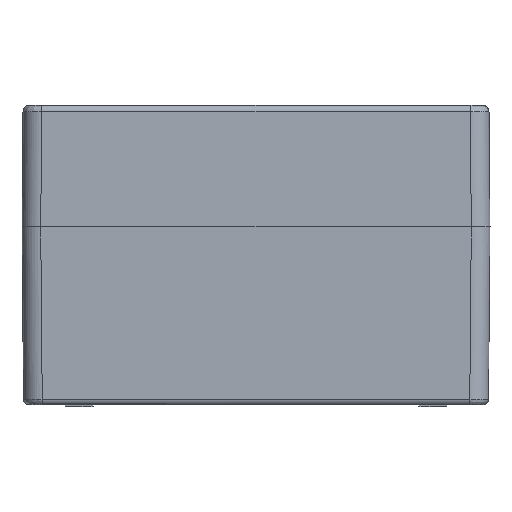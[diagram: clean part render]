
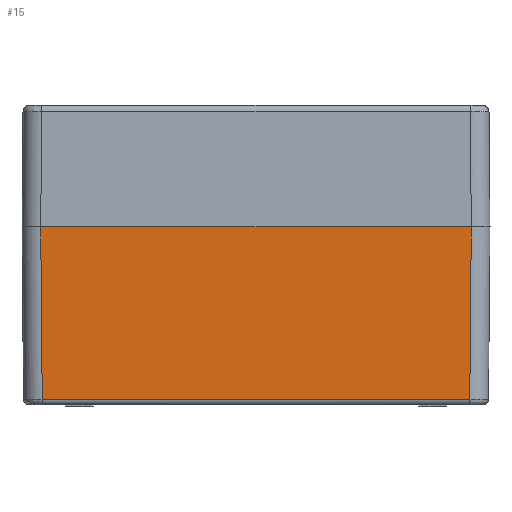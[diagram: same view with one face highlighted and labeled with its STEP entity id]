
A CAD part, left-side view. The second image highlights one B-rep face of the part: STEP entity #15.
In plain terms, the highlighted planar face has unit normal (-1, 0, -0.009).
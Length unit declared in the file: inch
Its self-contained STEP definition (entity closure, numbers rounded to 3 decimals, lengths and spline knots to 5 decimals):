
#15 = ADVANCED_FACE ( 'NONE', ( #1265 ), #11721, .T. ) ;
#47 = LINE ( 'NONE', #12696, #10932 ) ;
#1265 = FACE_OUTER_BOUND ( 'NONE', #12098, .T. ) ;
#1346 = DIRECTION ( 'NONE',  ( -1., 0., -0.009 ) ) ;
#1804 = EDGE_CURVE ( 'NONE', #5286, #10061, #12343, .T. ) ;
#1977 = CARTESIAN_POINT ( 'NONE',  ( -7.87367, -4.52723, -0.03951 ) ) ;
#1988 = ORIENTED_EDGE ( 'NONE', *, *, #1804, .F. ) ;
#2896 = VECTOR ( 'NONE', #6319, 39.37008 ) ;
#4052 = CARTESIAN_POINT ( 'NONE',  ( -7.87402, 4.92126, 0. ) ) ;
#4296 = ORIENTED_EDGE ( 'NONE', *, *, #13811, .T. ) ;
#4548 = EDGE_CURVE ( 'NONE', #10061, #11486, #8436, .T. ) ;
#5286 = VERTEX_POINT ( 'NONE', #14686 ) ;
#5990 = DIRECTION ( 'NONE',  ( -0.009, 0., 1. ) ) ;
#6063 = DIRECTION ( 'NONE',  ( -0.009, 0.009, 1. ) ) ;
#6253 = DIRECTION ( 'NONE',  ( 0., 1., 0. ) ) ;
#6319 = DIRECTION ( 'NONE',  ( 0.009, 0.009, -1. ) ) ;
#6755 = EDGE_CURVE ( 'NONE', #11486, #7239, #47, .T. ) ;
#7239 = VERTEX_POINT ( 'NONE', #9719 ) ;
#7373 = LINE ( 'NONE', #4052, #8850 ) ;
#7430 = CARTESIAN_POINT ( 'NONE',  ( -7.8424, 4.49596, -3.62308 ) ) ;
#8167 = CARTESIAN_POINT ( 'NONE',  ( -7.87402, 4.92126, 0. ) ) ;
#8436 = LINE ( 'NONE', #9651, #9167 ) ;
#8850 = VECTOR ( 'NONE', #11990, 39.37008 ) ;
#9167 = VECTOR ( 'NONE', #6253, 39.37008 ) ;
#9651 = CARTESIAN_POINT ( 'NONE',  ( -7.8424, 2.46063, -3.62308 ) ) ;
#9719 = CARTESIAN_POINT ( 'NONE',  ( -7.87402, 4.52757, 0. ) ) ;
#9948 = CARTESIAN_POINT ( 'NONE',  ( -7.8424, -4.49596, -3.62308 ) ) ;
#10061 = VERTEX_POINT ( 'NONE', #9948 ) ;
#10248 = ORIENTED_EDGE ( 'NONE', *, *, #6755, .F. ) ;
#10375 = ORIENTED_EDGE ( 'NONE', *, *, #4548, .F. ) ;
#10932 = VECTOR ( 'NONE', #6063, 39.37008 ) ;
#11482 = AXIS2_PLACEMENT_3D ( 'NONE', #8167, #1346, #5990 ) ;
#11486 = VERTEX_POINT ( 'NONE', #7430 ) ;
#11721 = PLANE ( 'NONE',  #11482 ) ;
#11990 = DIRECTION ( 'NONE',  ( 0., 1., 0. ) ) ;
#12098 = EDGE_LOOP ( 'NONE', ( #10248, #10375, #1988, #4296 ) ) ;
#12343 = LINE ( 'NONE', #1977, #2896 ) ;
#12696 = CARTESIAN_POINT ( 'NONE',  ( -7.87345, 4.527, -0.06527 ) ) ;
#13811 = EDGE_CURVE ( 'NONE', #5286, #7239, #7373, .T. ) ;
#14686 = CARTESIAN_POINT ( 'NONE',  ( -7.87402, -4.52757, 0. ) ) ;
